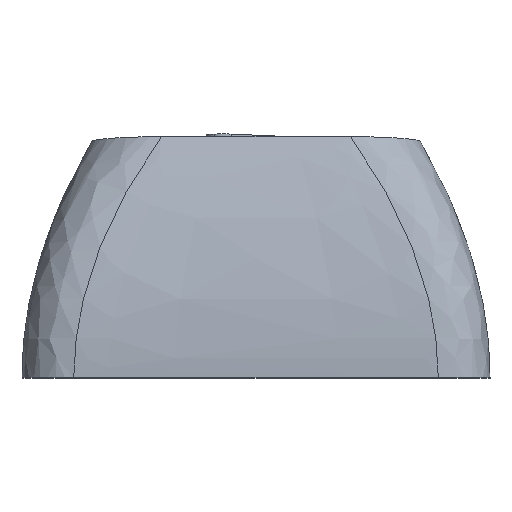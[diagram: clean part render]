
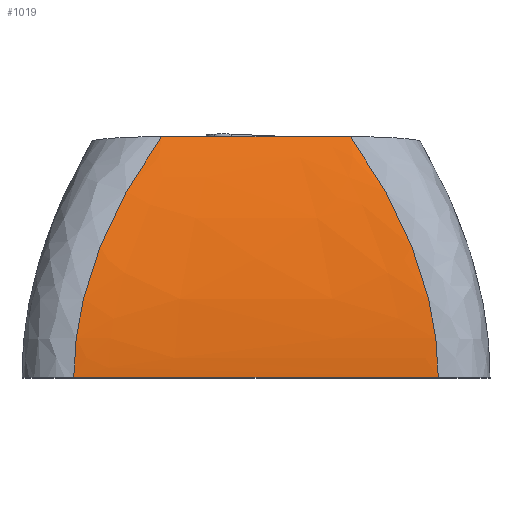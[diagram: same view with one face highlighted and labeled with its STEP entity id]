
A CAD part, top view. The second image highlights one B-rep face of the part: STEP entity #1019.
In plain terms, the highlighted free-form (B-spline) face has degree [3, 3] with [4, 4] control points.
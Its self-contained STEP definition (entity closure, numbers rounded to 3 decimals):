
#113=FACE_OUTER_BOUND('',#175,.T.);
#175=EDGE_LOOP('',(#810,#811,#812,#813));
#223=LINE('',#1968,#301);
#224=LINE('',#1974,#302);
#301=VECTOR('',#1148,10.);
#302=VECTOR('',#1153,10.);
#404=B_SPLINE_CURVE_WITH_KNOTS('',3,(#2010,#2011,#2012,#2013),
 .UNSPECIFIED.,.F.,.F.,(4,4),(0.,1.),.UNSPECIFIED.);
#410=B_SPLINE_CURVE_WITH_KNOTS('',3,(#2142,#2143,#2144,#2145),
 .UNSPECIFIED.,.F.,.F.,(4,4),(0.,1.),.UNSPECIFIED.);
#445=VERTEX_POINT('',#1953);
#452=VERTEX_POINT('',#1966);
#453=VERTEX_POINT('',#1970);
#455=VERTEX_POINT('',#1973);
#569=EDGE_CURVE('',#452,#445,#223,.T.);
#571=EDGE_CURVE('',#455,#453,#224,.T.);
#579=EDGE_CURVE('',#453,#445,#404,.T.);
#585=EDGE_CURVE('',#455,#452,#410,.T.);
#810=ORIENTED_EDGE('',*,*,#571,.T.);
#811=ORIENTED_EDGE('',*,*,#579,.T.);
#812=ORIENTED_EDGE('',*,*,#569,.F.);
#813=ORIENTED_EDGE('',*,*,#585,.F.);
#991=B_SPLINE_SURFACE_WITH_KNOTS('',3,3,((#2146,#2147,#2148,#2149),(#2150,
#2151,#2152,#2153),(#2154,#2155,#2156,#2157),(#2158,#2159,#2160,#2161)),
 .UNSPECIFIED.,.F.,.F.,.F.,(4,4),(4,4),(0.,1.),(0.,1.),.UNSPECIFIED.);
#1019=ADVANCED_FACE('',(#113),#991,.T.);
#1148=DIRECTION('',(-1.,0.,0.));
#1153=DIRECTION('',(-1.,0.,0.));
#1953=CARTESIAN_POINT('',(2.,0.,18.1));
#1966=CARTESIAN_POINT('',(16.1,0.,18.1));
#1968=CARTESIAN_POINT('',(16.1,0.,18.1));
#1970=CARTESIAN_POINT('',(5.4,9.309,15.363));
#1973=CARTESIAN_POINT('',(12.7,9.309,15.363));
#1974=CARTESIAN_POINT('',(12.7,9.309,15.363));
#2010=CARTESIAN_POINT('Ctrl Pts',(5.4,9.309,15.363));
#2011=CARTESIAN_POINT('Ctrl Pts',(3.133,6.206,17.188));
#2012=CARTESIAN_POINT('Ctrl Pts',(2.,2.956,18.1));
#2013=CARTESIAN_POINT('Ctrl Pts',(2.,0.,18.1));
#2142=CARTESIAN_POINT('Ctrl Pts',(12.7,9.309,15.363));
#2143=CARTESIAN_POINT('Ctrl Pts',(14.967,6.206,17.188));
#2144=CARTESIAN_POINT('Ctrl Pts',(16.1,2.956,18.1));
#2145=CARTESIAN_POINT('Ctrl Pts',(16.1,0.,18.1));
#2146=CARTESIAN_POINT('Ctrl Pts',(12.7,9.309,15.363));
#2147=CARTESIAN_POINT('Ctrl Pts',(14.967,6.206,17.188));
#2148=CARTESIAN_POINT('Ctrl Pts',(16.1,2.956,18.1));
#2149=CARTESIAN_POINT('Ctrl Pts',(16.1,0.,18.1));
#2150=CARTESIAN_POINT('Ctrl Pts',(11.286,9.309,15.363));
#2151=CARTESIAN_POINT('Ctrl Pts',(13.336,6.206,17.149));
#2152=CARTESIAN_POINT('Ctrl Pts',(15.053,2.956,18.1));
#2153=CARTESIAN_POINT('Ctrl Pts',(15.053,0.,
18.1));
#2154=CARTESIAN_POINT('Ctrl Pts',(6.814,9.309,15.363));
#2155=CARTESIAN_POINT('Ctrl Pts',(4.764,6.206,17.149));
#2156=CARTESIAN_POINT('Ctrl Pts',(3.047,2.956,18.1));
#2157=CARTESIAN_POINT('Ctrl Pts',(3.047,0.,
18.1));
#2158=CARTESIAN_POINT('Ctrl Pts',(5.4,9.309,15.363));
#2159=CARTESIAN_POINT('Ctrl Pts',(3.133,6.206,17.188));
#2160=CARTESIAN_POINT('Ctrl Pts',(2.,2.956,18.1));
#2161=CARTESIAN_POINT('Ctrl Pts',(2.,0.,18.1));
